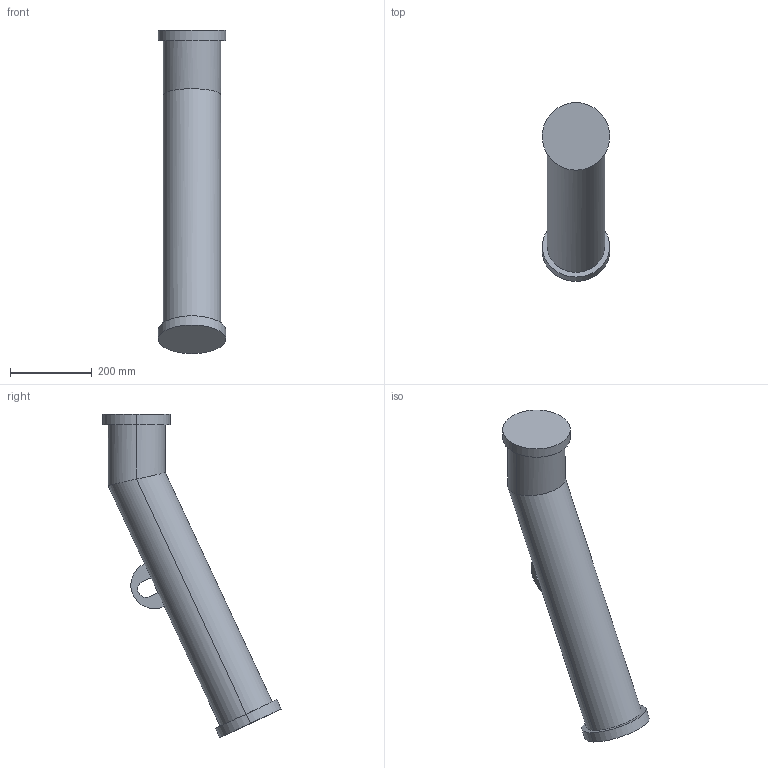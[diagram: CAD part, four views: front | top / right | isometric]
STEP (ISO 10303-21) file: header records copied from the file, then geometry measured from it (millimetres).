
FILE_DESCRIPTION (( 'STEP AP214' ), '1' );
FILE_NAME ('DN50-25-ANGLE.STEP', '2021-03-31T06:25:34', ( '' ), ( '' ), 'SwSTEP 2.0', 'SolidWorks 2017', '' );
FILE_SCHEMA (( 'AUTOMOTIVE_DESIGN' ));
Length unit declared in the file: millimetre
Products named in the file (1): DN50-25-ANGLE
Bounding box: 165 x 435.36 x 789.25 mm (x, y, z)
Volume: 11054999.2 mm3; surface area: 566329.3 mm2
Topology: 1 solids, 10 shells, 50 faces, 106 edges, 62 vertices
Faces by surface type: plane 20, cone 16, cylinder 12, torus 2
Entity records: 1378 total; most frequent: DIRECTION 236, CARTESIAN_POINT 209, ORIENTED_EDGE 180, AXIS2_PLACEMENT_3D 97, EDGE_CURVE 90, VERTEX_POINT 62, EDGE_LOOP 54, FACE_OUTER_BOUND 50
